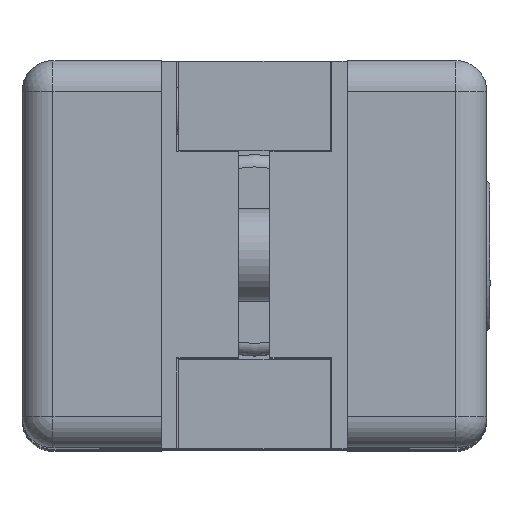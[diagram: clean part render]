
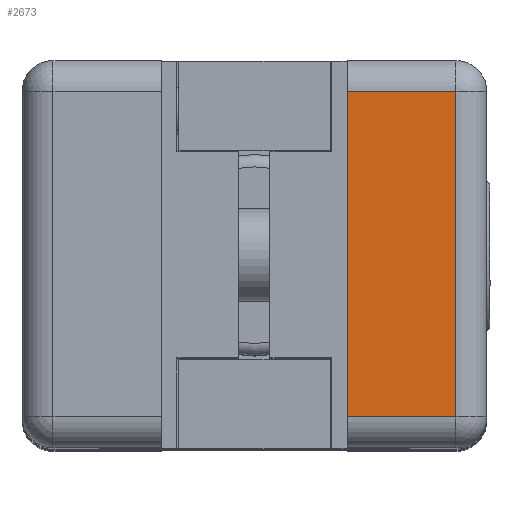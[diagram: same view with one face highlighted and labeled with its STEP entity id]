
A CAD part, top view. The second image highlights one B-rep face of the part: STEP entity #2673.
In plain terms, the highlighted face is planar.
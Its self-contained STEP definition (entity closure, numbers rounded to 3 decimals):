
#200=PLANE('',#2997);
#312=FACE_OUTER_BOUND('',#472,.T.);
#472=EDGE_LOOP('',(#2066,#2067,#2068,#2069));
#679=LINE('',#4273,#913);
#681=LINE('',#4279,#915);
#686=LINE('',#4296,#920);
#693=LINE('',#4308,#927);
#913=VECTOR('',#3452,10.);
#915=VECTOR('',#3458,10.);
#920=VECTOR('',#3475,10.);
#927=VECTOR('',#3486,10.);
#1254=VERTEX_POINT('',#4258);
#1259=VERTEX_POINT('',#4268);
#1260=VERTEX_POINT('',#4275);
#1267=VERTEX_POINT('',#4294);
#1551=EDGE_CURVE('',#1254,#1259,#679,.T.);
#1554=EDGE_CURVE('',#1259,#1260,#681,.T.);
#1562=EDGE_CURVE('',#1267,#1254,#686,.T.);
#1569=EDGE_CURVE('',#1267,#1260,#693,.T.);
#2066=ORIENTED_EDGE('',*,*,#1554,.F.);
#2067=ORIENTED_EDGE('',*,*,#1551,.F.);
#2068=ORIENTED_EDGE('',*,*,#1562,.F.);
#2069=ORIENTED_EDGE('',*,*,#1569,.T.);
#2673=ADVANCED_FACE('',(#312),#200,.T.);
#2997=AXIS2_PLACEMENT_3D('',#4307,#3484,#3485);
#3452=DIRECTION('',(0.,0.,-1.));
#3458=DIRECTION('',(0.,-1.,0.));
#3475=DIRECTION('',(0.,1.,0.));
#3484=DIRECTION('center_axis',(1.,0.,0.));
#3485=DIRECTION('ref_axis',(0.,1.,0.));
#3486=DIRECTION('',(0.,0.,-1.));
#4258=CARTESIAN_POINT('',(37.5,8.,10.5));
#4268=CARTESIAN_POINT('',(37.5,8.,-10.5));
#4273=CARTESIAN_POINT('',(37.5,8.,0.));
#4275=CARTESIAN_POINT('',(37.5,1.,-10.5));
#4279=CARTESIAN_POINT('',(37.5,2.,-10.5));
#4294=CARTESIAN_POINT('',(37.5,1.,10.5));
#4296=CARTESIAN_POINT('',(37.5,2.,10.5));
#4307=CARTESIAN_POINT('Origin',(37.5,1.,0.));
#4308=CARTESIAN_POINT('',(37.5,1.,0.));
